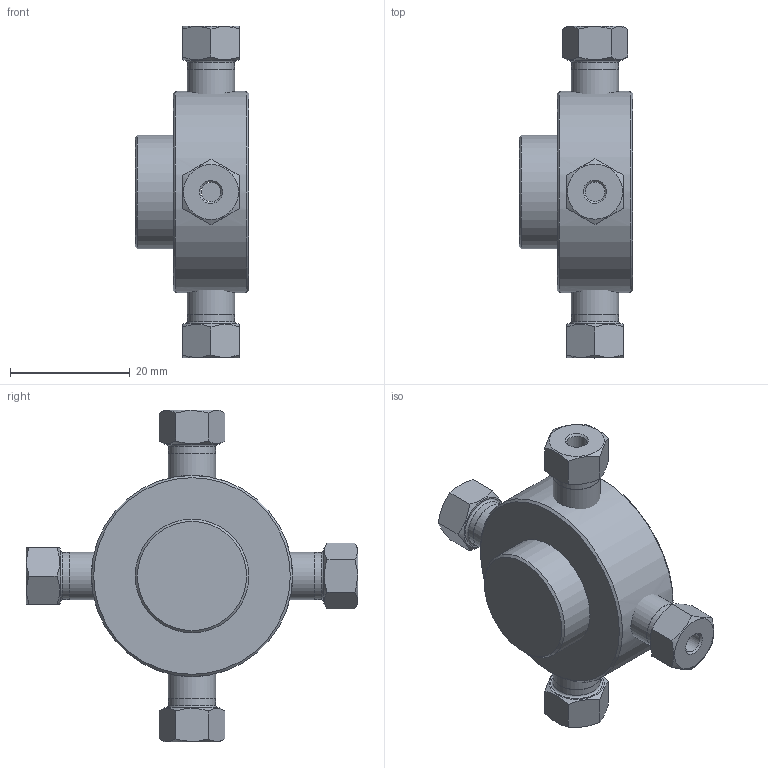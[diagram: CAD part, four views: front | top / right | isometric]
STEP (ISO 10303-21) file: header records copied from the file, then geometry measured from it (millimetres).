
FILE_DESCRIPTION((''),'2;1');
FILE_NAME('305135-ZX2PK polymeric cross.stp','2013-08-19T17:10:16',('Franzp'),(''),'Autodesk Inventor 2013','Autodesk Inventor 2013','');
FILE_SCHEMA(('AUTOMOTIVE_DESIGN { 1 0 10303 214 1 1 1 1 }'));
Length unit declared in the file: millimetre
Products named in the file (1): 305135_Shrinkwrap_1
Bounding box: 19.05 x 55.53 x 55.53 mm (x, y, z)
Surface area: 5953.4 mm2 (no closed solid volume)
Topology: 0 solids, 13 shells, 72 faces, 169 edges, 111 vertices
Faces by surface type: plane 39, cone 15, cylinder 14, torus 4
Full cylindrical faces by diameter (mm): 3.3 x4, 7.874 x4, 7.938 x4, 19.02 x1, 33.655 x1
Entity records: 2075 total; most frequent: CARTESIAN_POINT 547, DIRECTION 272, ORIENTED_EDGE 234, EDGE_CURVE 131, AXIS2_PLACEMENT_3D 124, EDGE_LOOP 118, VERTEX_POINT 107, FACE_OUTER_BOUND 72
